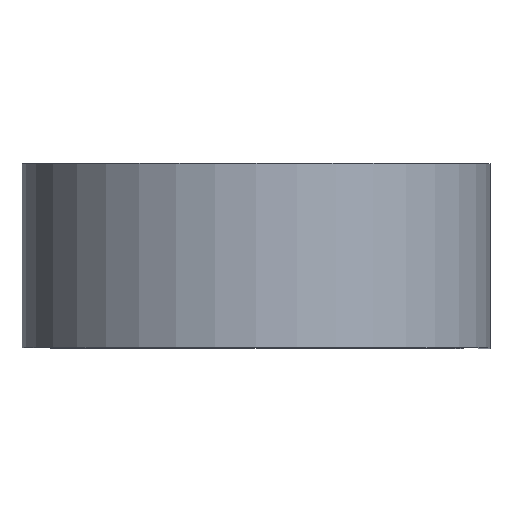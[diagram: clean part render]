
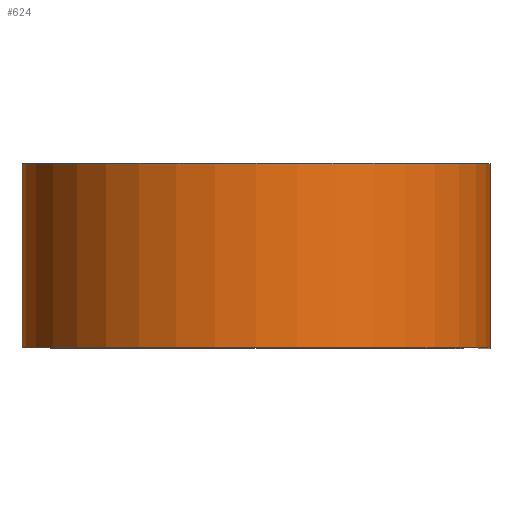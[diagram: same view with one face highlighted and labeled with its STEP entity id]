
A CAD part, top view. The second image highlights one B-rep face of the part: STEP entity #624.
In plain terms, the highlighted cylindrical face has radius 24.232 mm (diameter 48.463 mm), a partial arc.
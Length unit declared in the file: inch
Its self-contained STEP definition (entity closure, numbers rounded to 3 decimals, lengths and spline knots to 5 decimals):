
#18 = CARTESIAN_POINT ( 'NONE',  ( 0., 0.375, -0.954 ) ) ;
#31 = CARTESIAN_POINT ( 'NONE',  ( 0., -0.375, 0. ) ) ;
#42 = CARTESIAN_POINT ( 'NONE',  ( 0., 0.375, -0.954 ) ) ;
#47 = VERTEX_POINT ( 'NONE', #42 ) ;
#60 = VERTEX_POINT ( 'NONE', #85 ) ;
#69 = ORIENTED_EDGE ( 'NONE', *, *, #341, .F. ) ;
#85 = CARTESIAN_POINT ( 'NONE',  ( 0.954, -0.375, 0. ) ) ;
#92 = DIRECTION ( 'NONE',  ( 0., -1., 0. ) ) ;
#106 = DIRECTION ( 'NONE',  ( 0., 1., 0. ) ) ;
#112 = EDGE_LOOP ( 'NONE', ( #571, #69, #621, #720 ) ) ;
#152 = DIRECTION ( 'NONE',  ( 1., 0., 0. ) ) ;
#210 = VECTOR ( 'NONE', #92, 39.37008 ) ;
#218 = DIRECTION ( 'NONE',  ( 0., -1., 0. ) ) ;
#329 = CARTESIAN_POINT ( 'NONE',  ( 0.954, 0.375, 0. ) ) ;
#337 = VECTOR ( 'NONE', #218, 39.37008 ) ;
#341 = EDGE_CURVE ( 'NONE', #519, #60, #343, .T. ) ;
#343 = LINE ( 'NONE', #329, #337 ) ;
#371 = CIRCLE ( 'NONE', #648, 0.954 ) ;
#377 = CARTESIAN_POINT ( 'NONE',  ( 0., -0.375, -0.954 ) ) ;
#389 = DIRECTION ( 'NONE',  ( 0., -1., 0. ) ) ;
#426 = DIRECTION ( 'NONE',  ( 0., 0., -1. ) ) ;
#448 = CIRCLE ( 'NONE', #713, 0.954 ) ;
#468 = VERTEX_POINT ( 'NONE', #377 ) ;
#476 = EDGE_CURVE ( 'NONE', #47, #519, #448, .T. ) ;
#519 = VERTEX_POINT ( 'NONE', #532 ) ;
#532 = CARTESIAN_POINT ( 'NONE',  ( 0.954, 0.375, 0. ) ) ;
#571 = ORIENTED_EDGE ( 'NONE', *, *, #658, .T. ) ;
#584 = FACE_OUTER_BOUND ( 'NONE', #112, .T. ) ;
#587 = CARTESIAN_POINT ( 'NONE',  ( 0., 0.375, 0. ) ) ;
#589 = LINE ( 'NONE', #18, #210 ) ;
#593 = DIRECTION ( 'NONE',  ( 0., 1., 0. ) ) ;
#598 = DIRECTION ( 'NONE',  ( 1., 0., 0. ) ) ;
#604 = AXIS2_PLACEMENT_3D ( 'NONE', #663, #389, #426 ) ;
#621 = ORIENTED_EDGE ( 'NONE', *, *, #476, .F. ) ;
#624 = ADVANCED_FACE ( 'NONE', ( #584 ), #661, .T. ) ;
#648 = AXIS2_PLACEMENT_3D ( 'NONE', #31, #106, #152 ) ;
#658 = EDGE_CURVE ( 'NONE', #468, #60, #371, .T. ) ;
#661 = CYLINDRICAL_SURFACE ( 'NONE', #604, 0.954 ) ;
#663 = CARTESIAN_POINT ( 'NONE',  ( 0., 0.375, 0. ) ) ;
#666 = EDGE_CURVE ( 'NONE', #47, #468, #589, .T. ) ;
#713 = AXIS2_PLACEMENT_3D ( 'NONE', #587, #593, #598 ) ;
#720 = ORIENTED_EDGE ( 'NONE', *, *, #666, .T. ) ;
